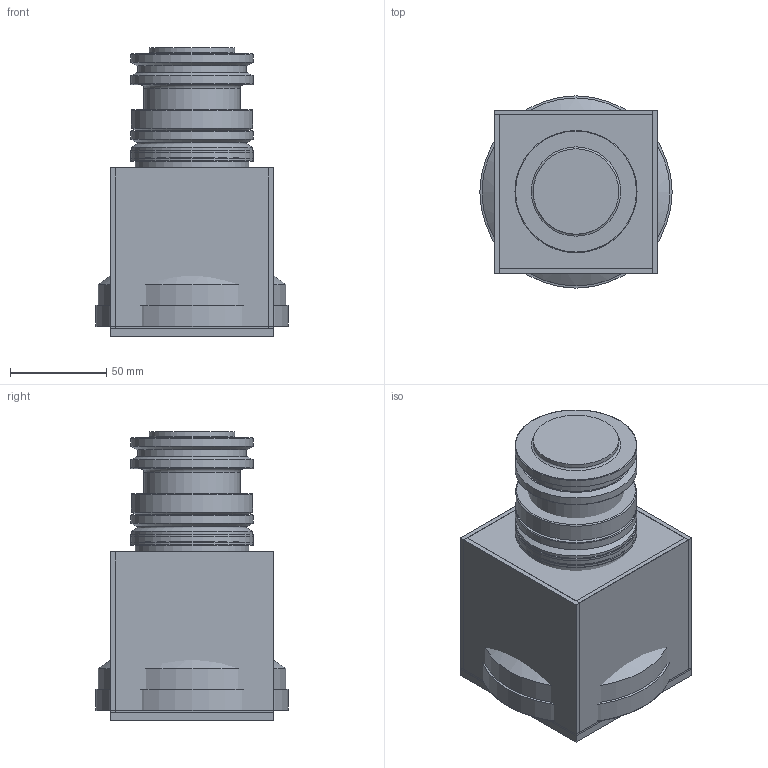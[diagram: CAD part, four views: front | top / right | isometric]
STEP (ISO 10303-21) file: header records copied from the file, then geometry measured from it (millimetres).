
FILE_DESCRIPTION(/* description */ (''),/* implementation_level */ '2;1');
FILE_NAME(/* name */ 'Boxy_Part_3-Axis_Machining_6_Setups_v1',/* time_stamp */ '2010-06-17T13:06:37-03:00',/* author */ ('STEP-NC Maker 3.0'),/* organization */ (''),/* preprocessor_version */ 'ST-DEVELOPER v13',/* originating_system */ 'Various',/* authorisation */ '');
FILE_SCHEMA (('INTEGRATED_CNC_SCHEMA'));
Products named in the file (237): #86407; default workpiece; Mastercam block; 1; End_Mill_16; Face_Mill_50; Face_Mill_63; Face_Mill_80; Face_Mill_100; Spot_Drill_10; Drill_10.6; Drill_5; Tap_M6; Boring_Tool_26; Boxy_Part_Setup_1_IPM_0; Boxy_Part_Setup_1_IPM_1; Boxy_Part_Setup_1_DVolume_1; Boxy_Part_As-Is_Shape_OP1_(Blank_Setup_1); Boxy_Part_To-Be_Shape_OP1_(Setup_1); Boxy_Part_D-Shape_OP1_(Setup_1); Boxy_Part_To-Be_Shape_OP2_(Setup_1); Boxy_Part_D-Shape_OP2_(Setup_1); Boxy_Part_To-Be_Shape_OP3_(Setup_1); Boxy_Part_D-Shape_OP3_(Setup_1); Boxy_Part_To-Be_Shape_OP3_Engraved_(Setup_1); Boxy_Part_To-Be_Shape_OP4_(Setup_1); Boxy_Part_D-Shape_OP4_(Setup_1); Boxy_Part_To-Be_Shape_OP5_(Setup_1); Boxy_Part_D-Shape_OP5_(Setup_1); Boxy_Part_To-Be_Shape_OP6_(Setup_2); Boxy_Part_D-Shape_OP6_(Setup_2); Boxy_Part_To-Be_Shape_OP7_(Setup_2); Boxy_Part_D-Shape_OP7_(Setup_2); Boxy_Part_To-Be_Shape_OP8_(Setup_2); Boxy_Part_D-Shape_OP8_(Setup_2); Boxy_Part_To-Be_Shape_OP9_(Setup_2); Boxy_Part_To-Be_Shape_OP10_(Setup_2); Boxy_Part_D-Shape_OP10_(Setup_2); Boxy_Part_To-Be-Shape_OP11_(Setup_3); Boxy_Part_D-Shape_OP11_(Setup_3) ...
Assembly tree (129 placements, depth 3):
  #86407
  default workpiece
  Mastercam block
  End_Mill_16
    1
  Face_Mill_50
    1
Bounding box: 100 x 100 x 150 mm (x, y, z)
Surface area: 2799664.6 mm2
Topology: 120 solids, 120 shells, 2165 faces, 4973 edges, 3285 vertices
Faces by surface type: plane 1034, cylinder 771, cone 307, torus 53
Full cylindrical faces by diameter (mm): 4.8 x1, 5 x145, 6 x124, 10 x1, 10.6 x105, 16 x2, 22 x2, 24 x2, 25 x20, 26 x100, 31.4 x1, 32 x2, 40 x4, 43.9 x1, 44.45 x10, 45 x1, 48 x1, 50 x13, 53 x1, 56.25 x10, 59 x1, 61 x1, 62.977 x2, 63 x1, 63.55 x20, 78 x1, 80 x1, 97.8 x1, 99.999 x1
Entity records: 85568 total; most frequent: CARTESIAN_POINT 14827, DIRECTION 10711, ORIENTED_EDGE 7112, AXIS2_PLACEMENT_3D 4432, EDGE_CURVE 3556, EDGE_LOOP 3497, VERTEX_POINT 2998, FACE_OUTER_BOUND 2793
